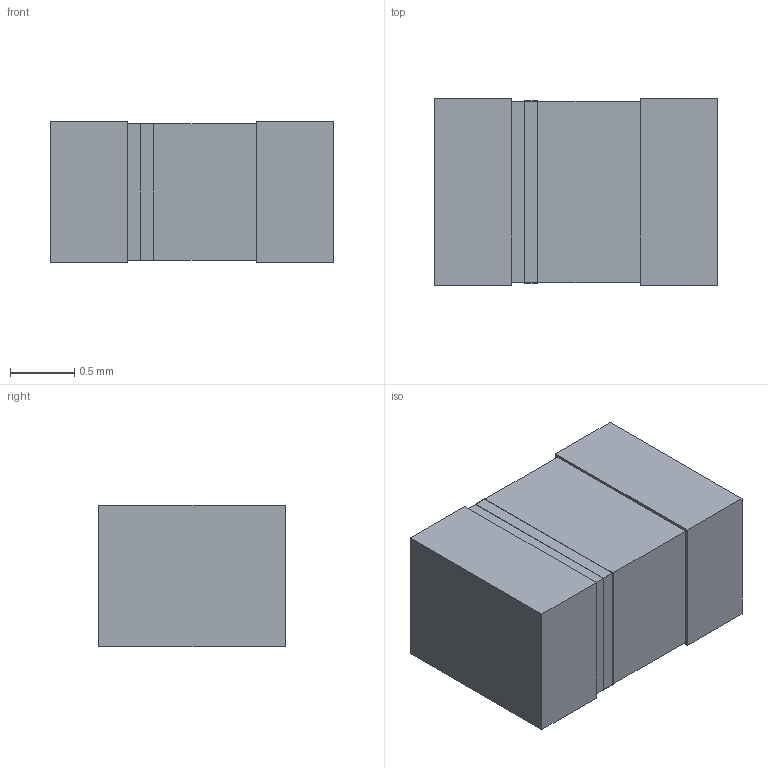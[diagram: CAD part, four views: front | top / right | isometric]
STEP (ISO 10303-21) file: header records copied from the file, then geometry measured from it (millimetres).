
FILE_DESCRIPTION(('FreeCAD Model'),'2;1');
FILE_NAME('Open CASCADE Shape Model','2024-12-30T00:37:01',(''),(''), 'Open CASCADE STEP processor 7.8','FreeCAD','Unknown');
FILE_SCHEMA(('AUTOMOTIVE_DESIGN { 1 0 10303 214 1 1 1 1 }'));
Length unit declared in the file: millimetre
Products named in the file (1): part
Bounding box: 2.2 x 1.45 x 1.1 mm (x, y, z)
Volume: 3.4 mm3; surface area: 21.4 mm2
Topology: 4 solids, 4 shells, 30 faces, 192 edges, 552 vertices
Faces by surface type: plane 30
Entity records: 2642 total; most frequent: CARTESIAN_POINT 775, DIRECTION 254, LINE 192, VECTOR 192, GEOMETRIC_CURVE_SET 129, ORIENTED_EDGE 128, TRIMMED_CURVE 128, PRESENTATION_STYLE_ASSIGNMENT 68
